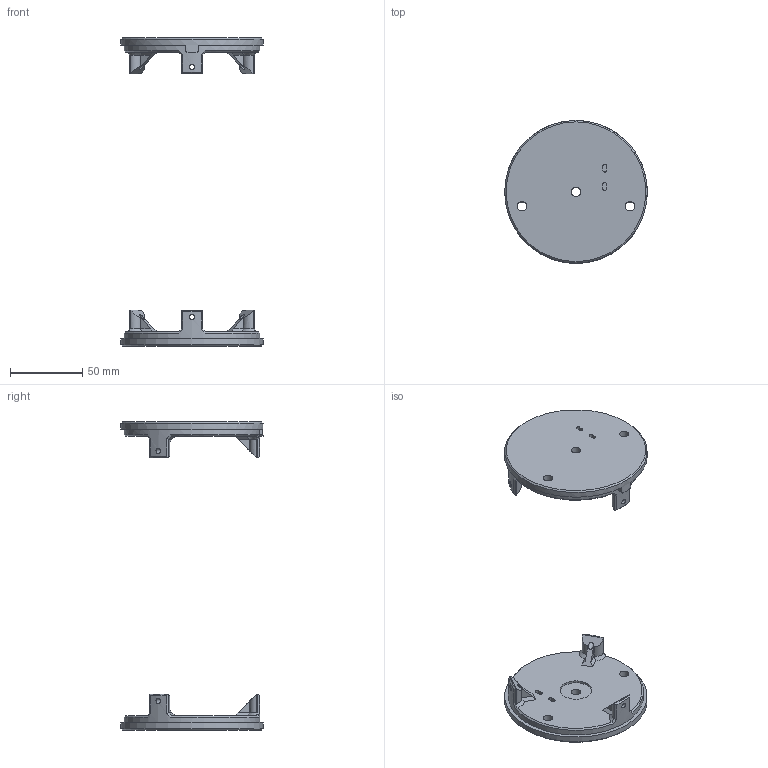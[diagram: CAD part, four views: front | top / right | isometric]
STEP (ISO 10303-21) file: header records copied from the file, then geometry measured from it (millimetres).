
FILE_DESCRIPTION(/* description */ (''),/* implementation_level */ '2;1');
FILE_NAME(/* name */ 'Ebay Endcaps.step',/* time_stamp */ '2024-04-03T23:18:33+02:00',/* author */ (''),/* organization */ (''),/* preprocessor_version */ 'ST-DEVELOPER v20',/* originating_system */ 'Autodesk Translation Framework v12.20.1.177',/* authorisation */ '');
FILE_SCHEMA (('AUTOMOTIVE_DESIGN { 1 0 10303 214 3 1 1 }'));
Length unit declared in the file: millimetre
Products named in the file (1): Endcaps
Bounding box: 99 x 99 x 214 mm (x, y, z)
Volume: 150779.8 mm3; surface area: 41225.8 mm2
Topology: 2 solids, 2 shells, 187 faces, 526 edges, 346 vertices
Faces by surface type: plane 111, cylinder 38, cone 26, bspline 12
Full cylindrical faces by diameter (mm): 3.5 x6, 6.5 x6, 22 x2, 94 x2, 99 x2
Entity records: 6535 total; most frequent: CARTESIAN_POINT 1861, ORIENTED_EDGE 1052, DIRECTION 850, EDGE_CURVE 526, VERTEX_POINT 346, AXIS2_PLACEMENT_3D 292, LINE 266, VECTOR 266
